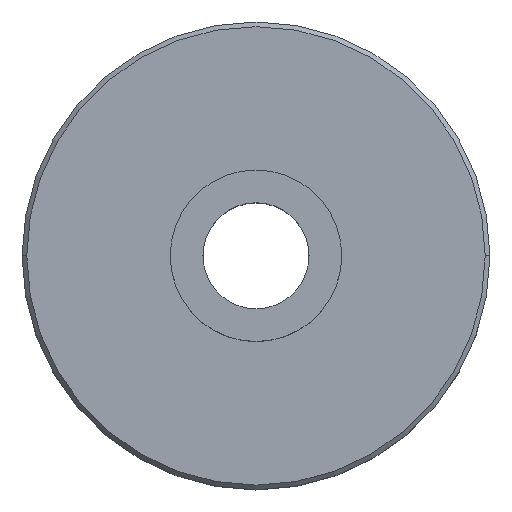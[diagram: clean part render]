
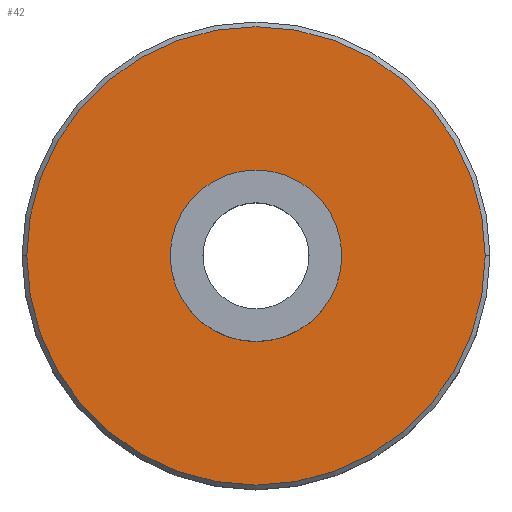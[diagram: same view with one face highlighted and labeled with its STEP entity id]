
A CAD part, top view. The second image highlights one B-rep face of the part: STEP entity #42.
In plain terms, the highlighted planar face has unit normal (0, 0, 1).
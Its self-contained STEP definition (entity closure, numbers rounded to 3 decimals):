
#11 = EDGE_CURVE ( 'NONE', #140, #255, #239, .T. ) ;
#24 = EDGE_LOOP ( 'NONE', ( #39, #181 ) ) ;
#30 = CARTESIAN_POINT ( 'NONE',  ( 0., 0., 8. ) ) ;
#35 = CARTESIAN_POINT ( 'NONE',  ( 14.7, 0., 8. ) ) ;
#39 = ORIENTED_EDGE ( 'NONE', *, *, #345, .T. ) ;
#42 = ADVANCED_FACE ( 'NONE', ( #191, #380 ), #324, .T. ) ;
#60 = AXIS2_PLACEMENT_3D ( 'NONE', #30, #170, #259 ) ;
#76 = CARTESIAN_POINT ( 'NONE',  ( -14.7, 0., 8. ) ) ;
#96 = CARTESIAN_POINT ( 'NONE',  ( 0., 0., 8. ) ) ;
#102 = AXIS2_PLACEMENT_3D ( 'NONE', #418, #162, #125 ) ;
#115 = EDGE_LOOP ( 'NONE', ( #161, #307 ) ) ;
#122 = CIRCLE ( 'NONE', #279, 14.7 ) ;
#125 = DIRECTION ( 'NONE',  ( 1., 0., 0. ) ) ;
#140 = VERTEX_POINT ( 'NONE', #195 ) ;
#143 = CIRCLE ( 'NONE', #60, 5.5 ) ;
#157 = VERTEX_POINT ( 'NONE', #35 ) ;
#161 = ORIENTED_EDGE ( 'NONE', *, *, #167, .F. ) ;
#162 = DIRECTION ( 'NONE',  ( 0., 0., 1. ) ) ;
#167 = EDGE_CURVE ( 'NONE', #255, #140, #143, .T. ) ;
#170 = DIRECTION ( 'NONE',  ( 0., 0., 1. ) ) ;
#181 = ORIENTED_EDGE ( 'NONE', *, *, #354, .T. ) ;
#185 = CIRCLE ( 'NONE', #273, 14.7 ) ;
#191 = FACE_OUTER_BOUND ( 'NONE', #24, .T. ) ;
#195 = CARTESIAN_POINT ( 'NONE',  ( 5.5, 0., 8. ) ) ;
#205 = CARTESIAN_POINT ( 'NONE',  ( 0., 0., 8. ) ) ;
#217 = DIRECTION ( 'NONE',  ( 0., 0., 1. ) ) ;
#239 = CIRCLE ( 'NONE', #102, 5.5 ) ;
#255 = VERTEX_POINT ( 'NONE', #291 ) ;
#259 = DIRECTION ( 'NONE',  ( 1., 0., 0. ) ) ;
#273 = AXIS2_PLACEMENT_3D ( 'NONE', #205, #365, #297 ) ;
#279 = AXIS2_PLACEMENT_3D ( 'NONE', #399, #217, #375 ) ;
#285 = DIRECTION ( 'NONE',  ( 0., 0., 1. ) ) ;
#291 = CARTESIAN_POINT ( 'NONE',  ( -5.5, 0., 8. ) ) ;
#297 = DIRECTION ( 'NONE',  ( 1., 0., 0. ) ) ;
#307 = ORIENTED_EDGE ( 'NONE', *, *, #11, .F. ) ;
#324 = PLANE ( 'NONE',  #413 ) ;
#345 = EDGE_CURVE ( 'NONE', #381, #157, #185, .T. ) ;
#354 = EDGE_CURVE ( 'NONE', #157, #381, #122, .T. ) ;
#365 = DIRECTION ( 'NONE',  ( 0., 0., 1. ) ) ;
#375 = DIRECTION ( 'NONE',  ( 1., 0., 0. ) ) ;
#378 = DIRECTION ( 'NONE',  ( 1., 0., 0. ) ) ;
#380 = FACE_BOUND ( 'NONE', #115, .T. ) ;
#381 = VERTEX_POINT ( 'NONE', #76 ) ;
#399 = CARTESIAN_POINT ( 'NONE',  ( 0., 0., 8. ) ) ;
#413 = AXIS2_PLACEMENT_3D ( 'NONE', #96, #285, #378 ) ;
#418 = CARTESIAN_POINT ( 'NONE',  ( 0., 0., 8. ) ) ;
